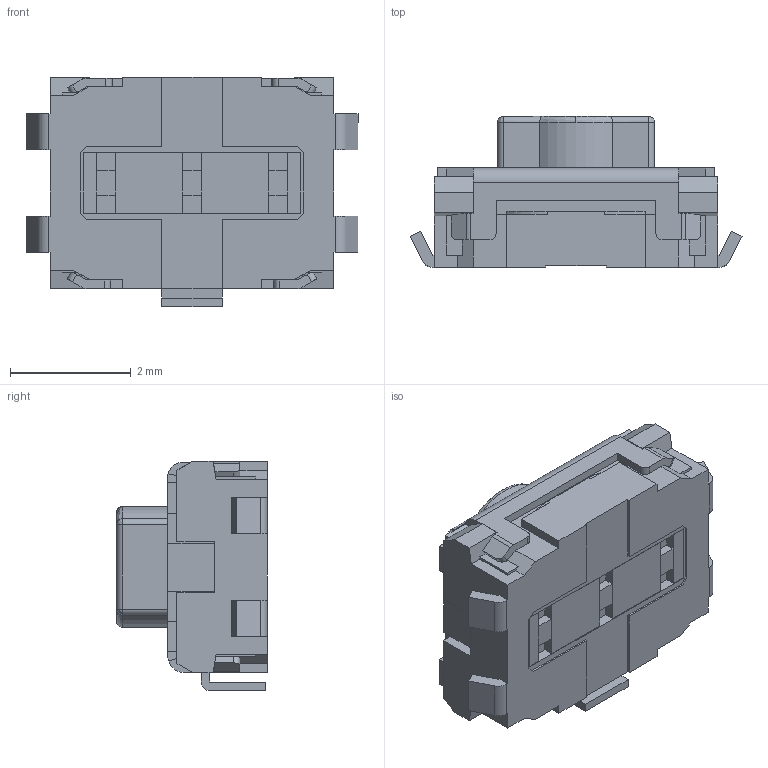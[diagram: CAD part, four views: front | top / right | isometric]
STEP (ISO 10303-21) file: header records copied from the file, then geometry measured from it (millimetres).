
FILE_DESCRIPTION (( 'STEP AP203' ), '1' );
FILE_NAME ('EVQP2P02W.STEP', '2013-06-20T09:55:06', ( '' ), ( '' ), 'SwSTEP 2.0', 'SolidWorks 2011', '' );
FILE_SCHEMA (( 'CONFIG_CONTROL_DESIGN' ));
Length unit declared in the file: millimetre
Products named in the file (1): EVQP2P02W
Bounding box: 5.5 x 2.5 x 3.8 mm (x, y, z)
Volume: 29.2 mm3; surface area: 85.8 mm2
Topology: 1 solids, 3 shells, 281 faces, 827 edges, 542 vertices
Faces by surface type: plane 230, cylinder 41, bspline 7, cone 3
Entity records: 9387 total; most frequent: CARTESIAN_POINT 1829, ORIENTED_EDGE 1646, DIRECTION 1450, EDGE_CURVE 823, LINE 708, VECTOR 708, VERTEX_POINT 542, AXIS2_PLACEMENT_3D 371
